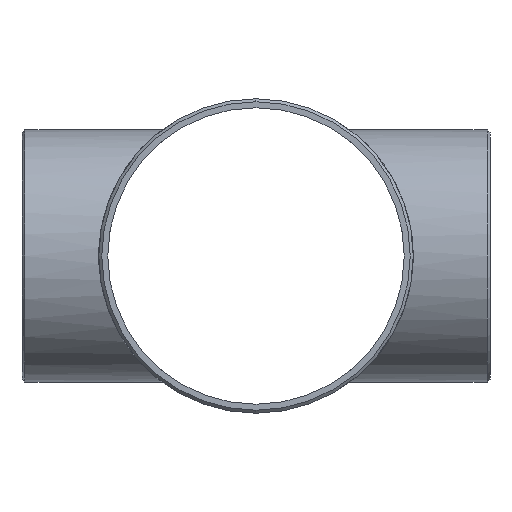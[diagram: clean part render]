
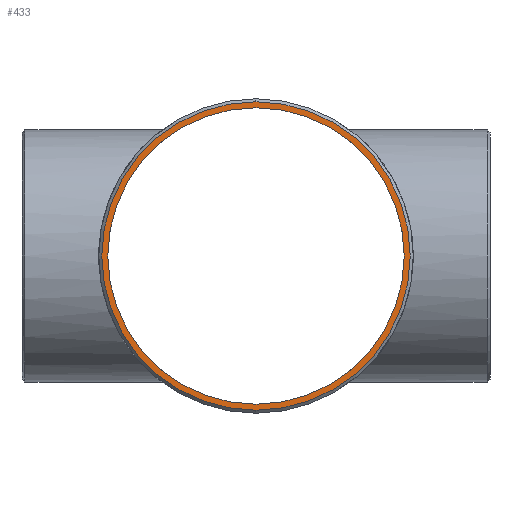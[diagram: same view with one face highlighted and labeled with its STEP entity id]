
A CAD part, left-side view. The second image highlights one B-rep face of the part: STEP entity #433.
In plain terms, the highlighted planar face has unit normal (-1, 0, 0).
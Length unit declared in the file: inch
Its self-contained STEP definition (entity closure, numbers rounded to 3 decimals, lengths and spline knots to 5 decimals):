
#2 = ORIENTED_EDGE ( 'NONE', *, *, #616, .T. ) ;
#24 = CIRCLE ( 'NONE', #1176, 5.27267 ) ;
#87 = DIRECTION ( 'NONE',  ( 1., 0., 0. ) ) ;
#160 = CARTESIAN_POINT ( 'NONE',  ( -8.5, 0., 0. ) ) ;
#194 = CARTESIAN_POINT ( 'NONE',  ( -8.5, 0., -5.27267 ) ) ;
#217 = DIRECTION ( 'NONE',  ( 0., 0., 1. ) ) ;
#220 = AXIS2_PLACEMENT_3D ( 'NONE', #160, #394, #490 ) ;
#240 = AXIS2_PLACEMENT_3D ( 'NONE', #1001, #1400, #1011 ) ;
#277 = CARTESIAN_POINT ( 'NONE',  ( -8.5, 0., 0. ) ) ;
#354 = ORIENTED_EDGE ( 'NONE', *, *, #1104, .T. ) ;
#376 = VERTEX_POINT ( 'NONE', #1452 ) ;
#383 = EDGE_CURVE ( 'NONE', #376, #526, #430, .T. ) ;
#394 = DIRECTION ( 'NONE',  ( -1., 0., 0. ) ) ;
#430 = CIRCLE ( 'NONE', #220, 5.27267 ) ;
#433 = ADVANCED_FACE ( 'NONE', ( #862, #1240 ), #1516, .T. ) ;
#449 = EDGE_LOOP ( 'NONE', ( #2, #1042 ) ) ;
#490 = DIRECTION ( 'NONE',  ( 0., 0., 1. ) ) ;
#526 = VERTEX_POINT ( 'NONE', #194 ) ;
#537 = VERTEX_POINT ( 'NONE', #685 ) ;
#616 = EDGE_CURVE ( 'NONE', #526, #376, #24, .T. ) ;
#685 = CARTESIAN_POINT ( 'NONE',  ( -8.5, 0., 5.068 ) ) ;
#739 = CIRCLE ( 'NONE', #1379, 5.068 ) ;
#776 = VERTEX_POINT ( 'NONE', #1206 ) ;
#822 = ORIENTED_EDGE ( 'NONE', *, *, #925, .T. ) ;
#862 = FACE_OUTER_BOUND ( 'NONE', #449, .T. ) ;
#885 = CARTESIAN_POINT ( 'NONE',  ( -8.5, 0., 0. ) ) ;
#895 = DIRECTION ( 'NONE',  ( -1., 0., 0. ) ) ;
#925 = EDGE_CURVE ( 'NONE', #537, #776, #1474, .T. ) ;
#1001 = CARTESIAN_POINT ( 'NONE',  ( -8.5, 0., 0. ) ) ;
#1011 = DIRECTION ( 'NONE',  ( 0., 0., -1. ) ) ;
#1042 = ORIENTED_EDGE ( 'NONE', *, *, #383, .T. ) ;
#1104 = EDGE_CURVE ( 'NONE', #776, #537, #739, .T. ) ;
#1109 = DIRECTION ( 'NONE',  ( 0., 0., 1. ) ) ;
#1176 = AXIS2_PLACEMENT_3D ( 'NONE', #885, #895, #1376 ) ;
#1199 = AXIS2_PLACEMENT_3D ( 'NONE', #1394, #87, #217 ) ;
#1206 = CARTESIAN_POINT ( 'NONE',  ( -8.5, 0., -5.068 ) ) ;
#1214 = DIRECTION ( 'NONE',  ( 1., 0., 0. ) ) ;
#1240 = FACE_BOUND ( 'NONE', #1373, .T. ) ;
#1373 = EDGE_LOOP ( 'NONE', ( #822, #354 ) ) ;
#1376 = DIRECTION ( 'NONE',  ( 0., 0., 1. ) ) ;
#1379 = AXIS2_PLACEMENT_3D ( 'NONE', #277, #1214, #1109 ) ;
#1394 = CARTESIAN_POINT ( 'NONE',  ( -8.5, 0., 0. ) ) ;
#1400 = DIRECTION ( 'NONE',  ( -1., 0., 0. ) ) ;
#1452 = CARTESIAN_POINT ( 'NONE',  ( -8.5, 0., 5.27267 ) ) ;
#1474 = CIRCLE ( 'NONE', #1199, 5.068 ) ;
#1516 = PLANE ( 'NONE',  #240 ) ;
